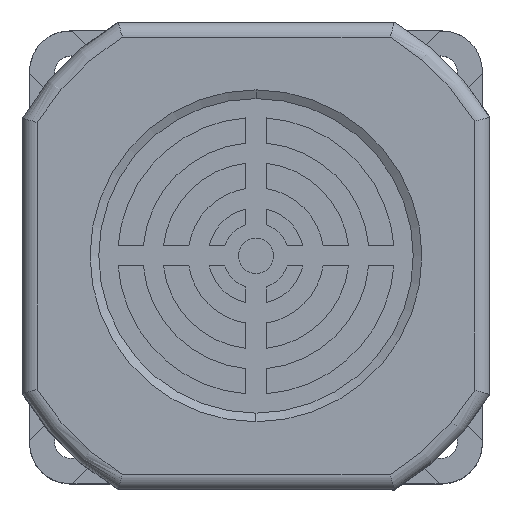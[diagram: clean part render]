
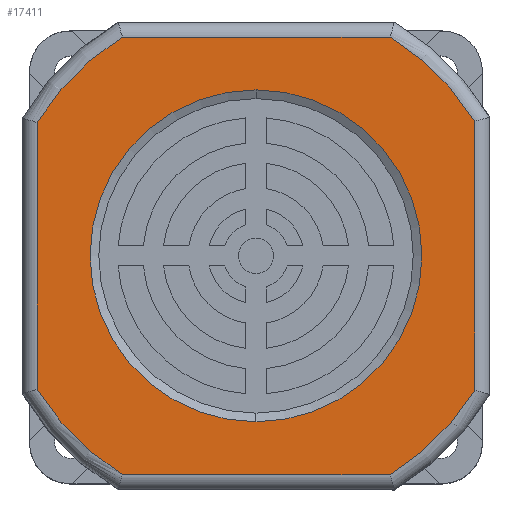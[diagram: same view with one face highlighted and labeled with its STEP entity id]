
A CAD part, top view. The second image highlights one B-rep face of the part: STEP entity #17411.
In plain terms, the highlighted face is planar.
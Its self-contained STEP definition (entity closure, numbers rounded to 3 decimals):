
#36 = DIRECTION ( 'NONE',  ( 0., -1., 0. ) ) ;
#62 = DIRECTION ( 'NONE',  ( 0., 0., 1. ) ) ;
#70 = VERTEX_POINT ( 'NONE', #4819 ) ;
#73 = CARTESIAN_POINT ( 'NONE',  ( 0.05, 0., 0. ) ) ;
#326 = AXIS2_PLACEMENT_3D ( 'NONE', #2342, #2304, #2297 ) ;
#388 = AXIS2_PLACEMENT_3D ( 'NONE', #3950, #3912, #3905 ) ;
#470 = ORIENTED_EDGE ( 'NONE', *, *, #15216, .T. ) ;
#494 = AXIS2_PLACEMENT_3D ( 'NONE', #4499, #4511, #4528 ) ;
#1082 = CARTESIAN_POINT ( 'NONE',  ( 0., 0., 0. ) ) ;
#1322 = VERTEX_POINT ( 'NONE', #3569 ) ;
#1801 = AXIS2_PLACEMENT_3D ( 'NONE', #73, #36, #62 ) ;
#1979 = AXIS2_PLACEMENT_3D ( 'NONE', #17589, #5452, #9824 ) ;
#2199 = EDGE_LOOP ( 'NONE', ( #6392, #11612, #7012, #16050, #3886, #4227, #4785, #470 ) ) ;
#2297 = DIRECTION ( 'NONE',  ( 0., 0., 1. ) ) ;
#2304 = DIRECTION ( 'NONE',  ( 0., -1., 0. ) ) ;
#2342 = CARTESIAN_POINT ( 'NONE',  ( 0.05, 0., 0. ) ) ;
#2609 = DIRECTION ( 'NONE',  ( 0., 0., -1. ) ) ;
#2729 = EDGE_CURVE ( 'NONE', #6602, #6274, #17731, .T. ) ;
#2738 = DIRECTION ( 'NONE',  ( 0., 0., 1. ) ) ;
#3076 = CIRCLE ( 'NONE', #1979, 33. ) ;
#3164 = CARTESIAN_POINT ( 'NONE',  ( 43.5, 0., 0. ) ) ;
#3564 = CIRCLE ( 'NONE', #1801, 51. ) ;
#3569 = CARTESIAN_POINT ( 'NONE',  ( -43.5, 0., 26.54 ) ) ;
#3570 = EDGE_LOOP ( 'NONE', ( #16983, #11199 ) ) ;
#3886 = ORIENTED_EDGE ( 'NONE', *, *, #14682, .T. ) ;
#3901 = VECTOR ( 'NONE', #5447, 1000. ) ;
#3905 = DIRECTION ( 'NONE',  ( 0., 0., 1. ) ) ;
#3912 = DIRECTION ( 'NONE',  ( 0., -1., 0. ) ) ;
#3950 = CARTESIAN_POINT ( 'NONE',  ( 0.05, 0., 0. ) ) ;
#4041 = LINE ( 'NONE', #5913, #3901 ) ;
#4227 = ORIENTED_EDGE ( 'NONE', *, *, #14707, .T. ) ;
#4454 = PLANE ( 'NONE',  #17455 ) ;
#4469 = DIRECTION ( 'NONE',  ( 1., 0., 0. ) ) ;
#4499 = CARTESIAN_POINT ( 'NONE',  ( 0.05, 0., 0. ) ) ;
#4511 = DIRECTION ( 'NONE',  ( 0., -1., 0. ) ) ;
#4528 = DIRECTION ( 'NONE',  ( 0., 0., 1. ) ) ;
#4685 = CARTESIAN_POINT ( 'NONE',  ( -43.5, 0., 0. ) ) ;
#4708 = DIRECTION ( 'NONE',  ( 0., 0., -1. ) ) ;
#4785 = ORIENTED_EDGE ( 'NONE', *, *, #15065, .T. ) ;
#4819 = CARTESIAN_POINT ( 'NONE',  ( 43.5, 0., -26.705 ) ) ;
#4952 = VECTOR ( 'NONE', #2738, 1000. ) ;
#5000 = LINE ( 'NONE', #3164, #4952 ) ;
#5083 = CIRCLE ( 'NONE', #326, 51. ) ;
#5156 = CIRCLE ( 'NONE', #388, 51. ) ;
#5228 = CARTESIAN_POINT ( 'NONE',  ( -26.572, 0., -43.5 ) ) ;
#5372 = VECTOR ( 'NONE', #4469, 1000. ) ;
#5419 = LINE ( 'NONE', #15840, #5372 ) ;
#5447 = DIRECTION ( 'NONE',  ( -1., 0., 0. ) ) ;
#5452 = DIRECTION ( 'NONE',  ( 0., -1., 0. ) ) ;
#5525 = CIRCLE ( 'NONE', #494, 51. ) ;
#5763 = VECTOR ( 'NONE', #4708, 1000. ) ;
#5799 = CARTESIAN_POINT ( 'NONE',  ( 43.5, 0., 26.705 ) ) ;
#5835 = LINE ( 'NONE', #4685, #5763 ) ;
#5913 = CARTESIAN_POINT ( 'NONE',  ( 0.05, 0., 43.5 ) ) ;
#6078 = VERTEX_POINT ( 'NONE', #5228 ) ;
#6274 = VERTEX_POINT ( 'NONE', #16027 ) ;
#6392 = ORIENTED_EDGE ( 'NONE', *, *, #14533, .T. ) ;
#6602 = VERTEX_POINT ( 'NONE', #17359 ) ;
#7012 = ORIENTED_EDGE ( 'NONE', *, *, #14565, .T. ) ;
#7230 = CARTESIAN_POINT ( 'NONE',  ( -26.572, 0., 43.5 ) ) ;
#8590 = CARTESIAN_POINT ( 'NONE',  ( 26.673, 0., 43.5 ) ) ;
#8804 = CARTESIAN_POINT ( 'NONE',  ( -43.5, 0., -26.54 ) ) ;
#9380 = FACE_OUTER_BOUND ( 'NONE', #2199, .T. ) ;
#9484 = FACE_BOUND ( 'NONE', #3570, .T. ) ;
#9824 = DIRECTION ( 'NONE',  ( 0., 0., -1. ) ) ;
#10479 = AXIS2_PLACEMENT_3D ( 'NONE', #1082, #11368, #2609 ) ;
#11199 = ORIENTED_EDGE ( 'NONE', *, *, #2729, .F. ) ;
#11368 = DIRECTION ( 'NONE',  ( 0., -1., 0. ) ) ;
#11612 = ORIENTED_EDGE ( 'NONE', *, *, #14539, .T. ) ;
#11873 = VERTEX_POINT ( 'NONE', #8590 ) ;
#13109 = VERTEX_POINT ( 'NONE', #7230 ) ;
#13248 = VERTEX_POINT ( 'NONE', #16342 ) ;
#14533 = EDGE_CURVE ( 'NONE', #1322, #15125, #5835, .T. ) ;
#14539 = EDGE_CURVE ( 'NONE', #15125, #6078, #5525, .T. ) ;
#14565 = EDGE_CURVE ( 'NONE', #6078, #13248, #5419, .T. ) ;
#14627 = EDGE_CURVE ( 'NONE', #13248, #70, #5156, .T. ) ;
#14682 = EDGE_CURVE ( 'NONE', #70, #17901, #5000, .T. ) ;
#14707 = EDGE_CURVE ( 'NONE', #17901, #11873, #5083, .T. ) ;
#15065 = EDGE_CURVE ( 'NONE', #11873, #13109, #4041, .T. ) ;
#15125 = VERTEX_POINT ( 'NONE', #8804 ) ;
#15216 = EDGE_CURVE ( 'NONE', #13109, #1322, #3564, .T. ) ;
#15337 = EDGE_CURVE ( 'NONE', #6274, #6602, #3076, .T. ) ;
#15840 = CARTESIAN_POINT ( 'NONE',  ( 0.05, 0., -43.5 ) ) ;
#16027 = CARTESIAN_POINT ( 'NONE',  ( 0., 0., -33. ) ) ;
#16050 = ORIENTED_EDGE ( 'NONE', *, *, #14627, .T. ) ;
#16342 = CARTESIAN_POINT ( 'NONE',  ( 26.673, 0., -43.5 ) ) ;
#16684 = CARTESIAN_POINT ( 'NONE',  ( 0.05, 0., 0. ) ) ;
#16983 = ORIENTED_EDGE ( 'NONE', *, *, #15337, .F. ) ;
#17359 = CARTESIAN_POINT ( 'NONE',  ( 0., 0., 33. ) ) ;
#17411 = ADVANCED_FACE ( 'NONE', ( #9380, #9484 ), #4454, .F. ) ;
#17455 = AXIS2_PLACEMENT_3D ( 'NONE', #16684, #18630, #18668 ) ;
#17589 = CARTESIAN_POINT ( 'NONE',  ( 0., 0., 0. ) ) ;
#17731 = CIRCLE ( 'NONE', #10479, 33. ) ;
#17901 = VERTEX_POINT ( 'NONE', #5799 ) ;
#18630 = DIRECTION ( 'NONE',  ( 0., 1., 0. ) ) ;
#18668 = DIRECTION ( 'NONE',  ( 0., 0., 1. ) ) ;
